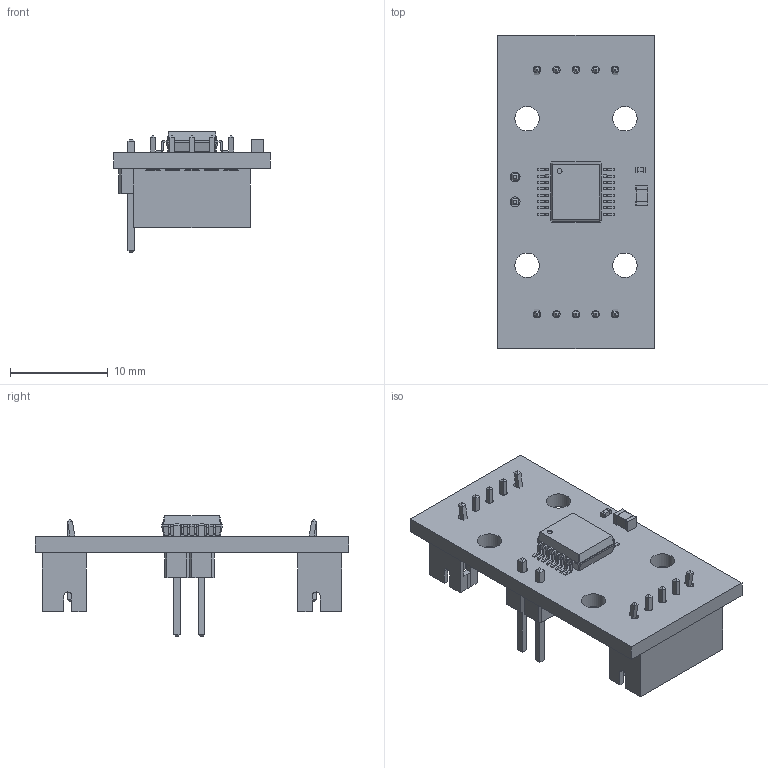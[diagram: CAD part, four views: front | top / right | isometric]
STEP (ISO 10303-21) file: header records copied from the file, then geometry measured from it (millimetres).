
FILE_DESCRIPTION(('KiCad electronic assembly'),'2;1');
FILE_NAME('ABSIS_Hall_Sensor.step','2021-10-14T16:51:23',('An Author'),( 'A Company'),'Open CASCADE STEP processor 6.9', 'KiCad to STEP converter','Unknown');
FILE_SCHEMA(('AUTOMOTIVE_DESIGN { 1 0 10303 214 1 1 1 1 }'));
Length unit declared in the file: millimetre
Products named in the file (12): Open CASCADE STEP translator 6.9 1; JST_PH_B5B-PH-K_1x05_P2.00mm_Vertical; SOLID; C_0402_1005Metric; SSOP-16_5.3x6.2mm_P0.65mm; PinHeader_1x02_P2.54mm_Vertical; C_0805_2012Metric; COMPOUND
Assembly tree (12 placements, depth 3):
  Open CASCADE STEP translator 6.9 1
    JST_PH_B5B-PH-K_1x05_P2.00mm_Vertical  x2
      SOLID
    C_0402_1005Metric
      SOLID
    SSOP-16_5.3x6.2mm_P0.65mm
      SOLID
    PinHeader_1x02_P2.54mm_Vertical
      SOLID
    C_0805_2012Metric
      SOLID
    COMPOUND
Bounding box: 16 x 32 x 12.34 mm (x, y, z)
Volume: 1182.4 mm3; surface area: 2364.7 mm2
Topology: 7 solids, 7 shells, 760 faces, 1989 edges, 1270 vertices
Faces by surface type: plane 611, cylinder 109, bspline 40
Full cylindrical faces by diameter (mm): 0.5 x1, 0.75 x10, 1 x2, 2.5 x4
Entity records: 41729 total; most frequent: CARTESIAN_POINT 6915, DIRECTION 5685, LINE 4021, VECTOR 4021, ORIENTED_EDGE 3046, PCURVE 3046, DEFINITIONAL_REPRESENTATION 3046, EDGE_CURVE 1523
